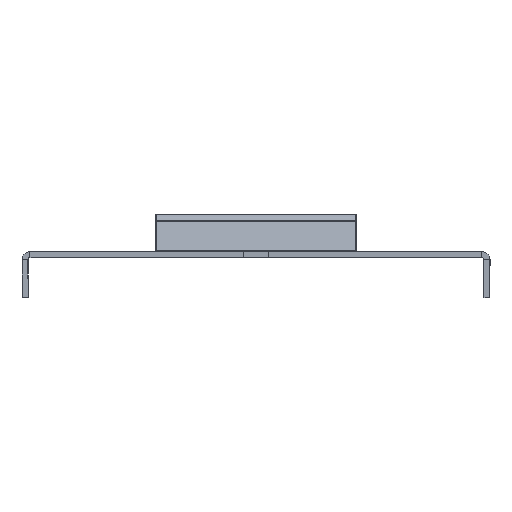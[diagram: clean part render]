
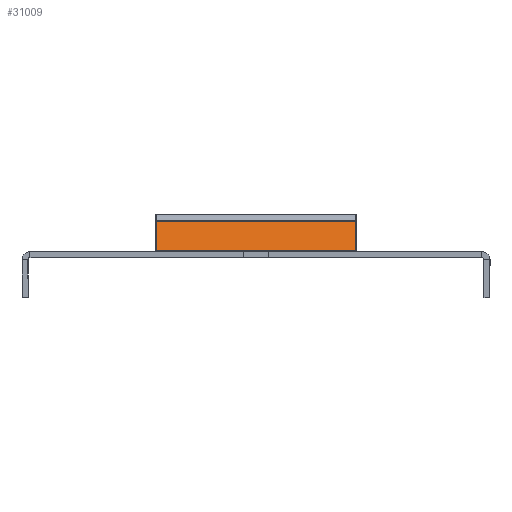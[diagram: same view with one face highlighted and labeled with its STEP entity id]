
A CAD part, left-side view. The second image highlights one B-rep face of the part: STEP entity #31009.
In plain terms, the highlighted planar face has unit normal (-0.966, 0, 0.259).
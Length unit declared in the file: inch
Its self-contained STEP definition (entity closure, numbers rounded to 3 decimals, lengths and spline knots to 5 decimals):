
#185 = VERTEX_POINT ( 'NONE', #31342 ) ;
#561 = LINE ( 'NONE', #11753, #2465 ) ;
#2465 = VECTOR ( 'NONE', #20531, 39.37008 ) ;
#4792 = CARTESIAN_POINT ( 'NONE',  ( -29.05006, 4.03582, 0.01459 ) ) ;
#5480 = ORIENTED_EDGE ( 'NONE', *, *, #13573, .T. ) ;
#5993 = LINE ( 'NONE', #17583, #15974 ) ;
#6088 = CARTESIAN_POINT ( 'NONE',  ( -13.20601, 3.0503, 59.1454 ) ) ;
#6324 = DIRECTION ( 'NONE',  ( -0.966, 0., 0.259 ) ) ;
#6889 = ORIENTED_EDGE ( 'NONE', *, *, #31445, .T. ) ;
#7369 = CARTESIAN_POINT ( 'NONE',  ( -29.05006, 3.0503, 0.01459 ) ) ;
#7451 = LINE ( 'NONE', #4792, #8792 ) ;
#7718 = VERTEX_POINT ( 'NONE', #7369 ) ;
#8792 = VECTOR ( 'NONE', #13179, 39.37008 ) ;
#10188 = ORIENTED_EDGE ( 'NONE', *, *, #16560, .T. ) ;
#11530 = CARTESIAN_POINT ( 'NONE',  ( -28.9714, 1.08179, 0.30817 ) ) ;
#11753 = CARTESIAN_POINT ( 'NONE',  ( -28.9714, 1.18022, 0.30817 ) ) ;
#11990 = ORIENTED_EDGE ( 'NONE', *, *, #30576, .T. ) ;
#13179 = DIRECTION ( 'NONE',  ( 0., -1., 0. ) ) ;
#13573 = EDGE_CURVE ( 'NONE', #7718, #185, #7451, .T. ) ;
#14938 = DIRECTION ( 'NONE',  ( 0.259, 0., 0.966 ) ) ;
#15235 = VERTEX_POINT ( 'NONE', #20755 ) ;
#15974 = VECTOR ( 'NONE', #14938, 39.37008 ) ;
#16560 = EDGE_CURVE ( 'NONE', #30182, #15235, #561, .T. ) ;
#17583 = CARTESIAN_POINT ( 'NONE',  ( -13.20601, 1.08179, 59.1454 ) ) ;
#17875 = LINE ( 'NONE', #6088, #37109 ) ;
#19042 = AXIS2_PLACEMENT_3D ( 'NONE', #26687, #6324, #21350 ) ;
#20531 = DIRECTION ( 'NONE',  ( 0., 1., 0. ) ) ;
#20755 = CARTESIAN_POINT ( 'NONE',  ( -28.9714, 3.0503, 0.30817 ) ) ;
#21350 = DIRECTION ( 'NONE',  ( 0.259, 0., 0.966 ) ) ;
#26687 = CARTESIAN_POINT ( 'NONE',  ( -13.20601, 1.18022, 59.1454 ) ) ;
#29334 = FACE_OUTER_BOUND ( 'NONE', #33432, .T. ) ;
#30182 = VERTEX_POINT ( 'NONE', #11530 ) ;
#30556 = DIRECTION ( 'NONE',  ( -0.259, 0., -0.966 ) ) ;
#30576 = EDGE_CURVE ( 'NONE', #185, #30182, #5993, .T. ) ;
#31009 = ADVANCED_FACE ( 'NONE', ( #29334 ), #32380, .T. ) ;
#31342 = CARTESIAN_POINT ( 'NONE',  ( -29.05006, 1.08179, 0.01459 ) ) ;
#31445 = EDGE_CURVE ( 'NONE', #15235, #7718, #17875, .T. ) ;
#32380 = PLANE ( 'NONE',  #19042 ) ;
#33432 = EDGE_LOOP ( 'NONE', ( #10188, #6889, #5480, #11990 ) ) ;
#37109 = VECTOR ( 'NONE', #30556, 39.37008 ) ;
